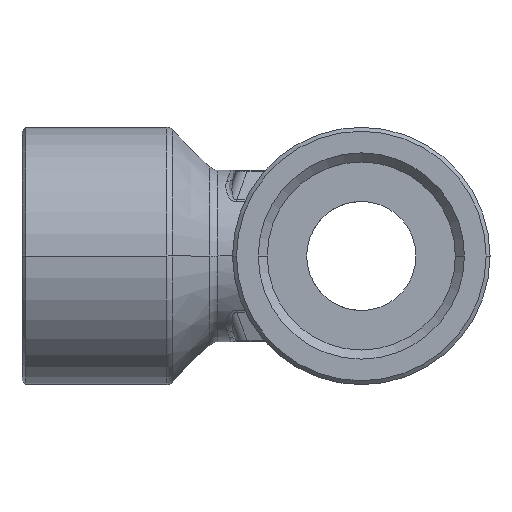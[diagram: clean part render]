
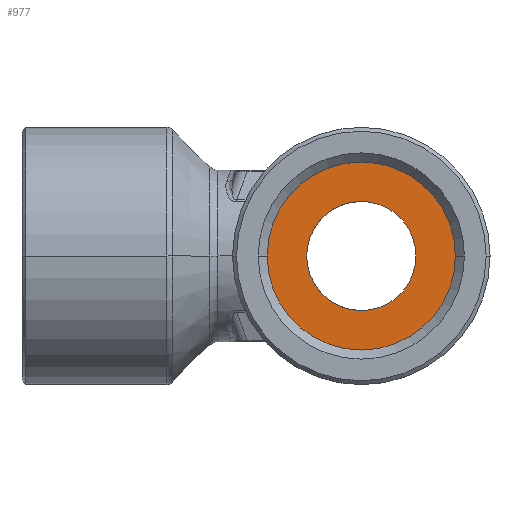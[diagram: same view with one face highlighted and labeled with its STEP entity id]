
A CAD part, left-side view. The second image highlights one B-rep face of the part: STEP entity #977.
In plain terms, the highlighted planar face has unit normal (-1, 0, 0).
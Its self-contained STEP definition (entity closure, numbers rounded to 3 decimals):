
#977=ADVANCED_FACE('',(#2031,#2032),#2033,.F.);
#2031=FACE_OUTER_BOUND('',#5438,.T.);
#2032=FACE_BOUND('',#5439,.T.);
#2033=PLANE('',#5440);
#5438=EDGE_LOOP('',(#8881,#8882));
#5439=EDGE_LOOP('',(#8883,#8884));
#5440=AXIS2_PLACEMENT_3D('',#8885,#8886,#8887);
#8881=ORIENTED_EDGE('',*,*,#10609,.T.);
#8882=ORIENTED_EDGE('',*,*,#9492,.T.);
#8883=ORIENTED_EDGE('',*,*,#10654,.T.);
#8884=ORIENTED_EDGE('',*,*,#9698,.T.);
#8885=CARTESIAN_POINT('',(-24.5,0.0,0.0));
#8886=DIRECTION('',(1.0,0.0,0.0));
#8887=DIRECTION('',(0.0,1.0,-0.0));
#9492=EDGE_CURVE('',#10774,#10779,#10781,.T.);
#9698=EDGE_CURVE('',#11142,#11140,#11143,.T.);
#10609=EDGE_CURVE('',#10779,#10774,#12443,.T.);
#10654=EDGE_CURVE('',#11140,#11142,#12492,.T.);
#10774=VERTEX_POINT('',#12619);
#10779=VERTEX_POINT('',#12625);
#10781=CIRCLE('',#12628,12.059);
#11140=VERTEX_POINT('',#13802);
#11142=VERTEX_POINT('',#13805);
#11143=CIRCLE('',#13806,7.0);
#12443=CIRCLE('',#17669,12.059);
#12492=CIRCLE('',#17865,7.0);
#12619=CARTESIAN_POINT('',(-24.5,12.059,0.));
#12625=CARTESIAN_POINT('',(-24.5,-12.059,0.0));
#12628=AXIS2_PLACEMENT_3D('',#18142,#18143,#18144);
#13802=CARTESIAN_POINT('',(-24.5,-7.0,0.0));
#13805=CARTESIAN_POINT('',(-24.5,7.0,0.));
#13806=AXIS2_PLACEMENT_3D('',#18356,#18357,#18358);
#17669=AXIS2_PLACEMENT_3D('',#19280,#19281,#19282);
#17865=AXIS2_PLACEMENT_3D('',#19307,#19308,#19309);
#18142=CARTESIAN_POINT('',(-24.5,0.0,0.0));
#18143=DIRECTION('',(-1.0,0.0,0.0));
#18144=DIRECTION('',(0.0,1.0,0.0));
#18356=CARTESIAN_POINT('',(-24.5,0.0,0.0));
#18357=DIRECTION('',(1.0,0.0,0.0));
#18358=DIRECTION('',(0.0,1.0,0.0));
#19280=CARTESIAN_POINT('',(-24.5,0.0,0.0));
#19281=DIRECTION('',(-1.0,0.0,0.0));
#19282=DIRECTION('',(0.0,1.0,0.0));
#19307=CARTESIAN_POINT('',(-24.5,0.0,0.0));
#19308=DIRECTION('',(1.0,0.0,0.0));
#19309=DIRECTION('',(0.0,1.0,0.0));
